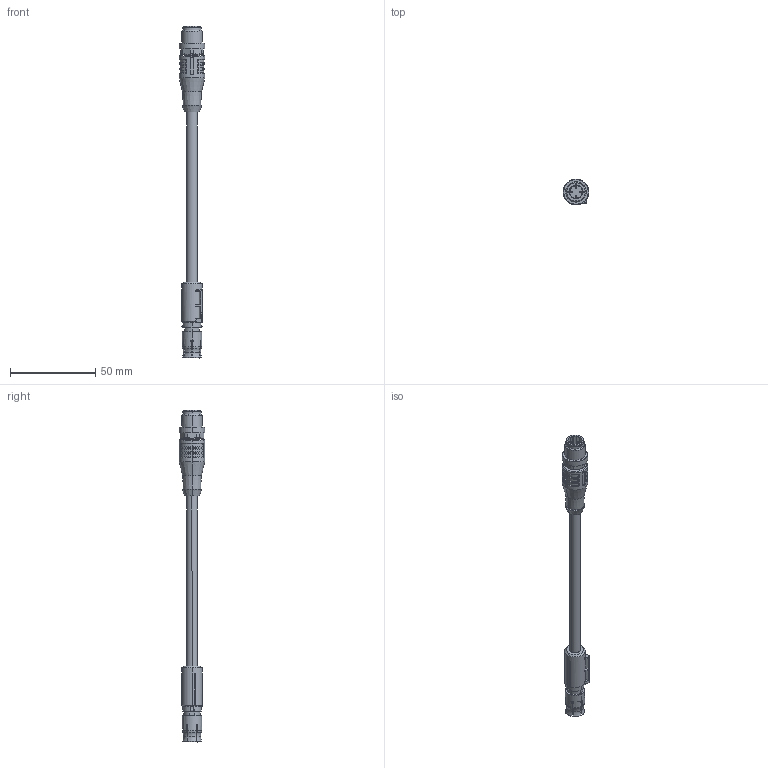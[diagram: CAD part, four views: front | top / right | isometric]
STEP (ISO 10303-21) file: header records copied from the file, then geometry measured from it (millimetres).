
FILE_DESCRIPTION(('CATIA V5 STEP Exchange','CAx-IF Rec.Pracs.--- Model Styling and Organization---1.4--- 2014-01-23'),'2;1');
FILE_NAME ('1205222-3_0_2451120030_2451120030.stp','2020-07-28T13:41:07+00:00',('none'),('Weidmueller'),'CATIA Version 5-6 Release 2016 SP3 HF44','CATIA V5 STEP AP214','none');
FILE_SCHEMA(('AUTOMOTIVE_DESIGN { 1 0 10303 214 1 1 1 1 }'));
Length unit declared in the file: millimetre
Products named in the file (1): 2451120030
Bounding box: 15 x 15 x 195 mm (x, y, z)
Volume: 13579.1 mm3; surface area: 9337.5 mm2
Topology: 11 solids, 12 shells, 717 faces, 1927 edges, 1250 vertices
Faces by surface type: plane 235, cylinder 185, torus 100, extrusion 66, cone 53, bspline 44, sphere 34
Entity records: 24694 total; most frequent: CARTESIAN_POINT 8521, ORIENTED_EDGE 3832, DIRECTION 2474, EDGE_CURVE 1916, VERTEX_POINT 1250, AXIS2_PLACEMENT_3D 1096, VECTOR 792, EDGE_LOOP 746
